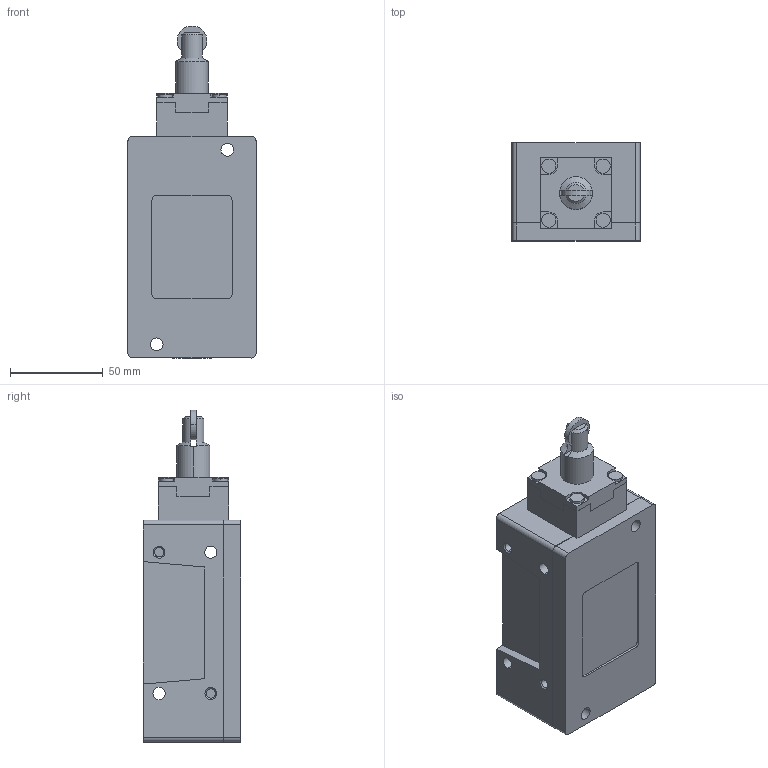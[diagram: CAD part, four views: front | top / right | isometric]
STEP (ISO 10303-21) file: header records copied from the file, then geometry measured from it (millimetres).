
FILE_DESCRIPTION(('STEP AP242'),'1');
FILE_NAME('9007cr53d.stp','2021-09-28T13:28:22',('TraceParts'),('TraceParts S.A.'),'Spatial InterOp 3D',' ',' ');
FILE_SCHEMA(('AP242_MANAGED_MODEL_BASED_3D_ENGINEERING_MIM_LF {1 0 10303 442 1 1 4}'));
Length unit declared in the file: millimetre
Products named in the file (1): 9007cr53d
Bounding box: 69.09 x 52.83 x 179.07 mm (x, y, z)
Volume: 437877 mm3; surface area: 49184.5 mm2
Topology: 1 solids, 1 shells, 171 faces, 440 edges, 282 vertices
Faces by surface type: plane 85, cylinder 54, cone 32
Entity records: 6598 total; most frequent: DIRECTION 924, CARTESIAN_POINT 910, ORIENTED_EDGE 880, EDGE_CURVE 440, AXIS2_PLACEMENT_3D 320, LINE 284, VECTOR 284, VERTEX_POINT 282
